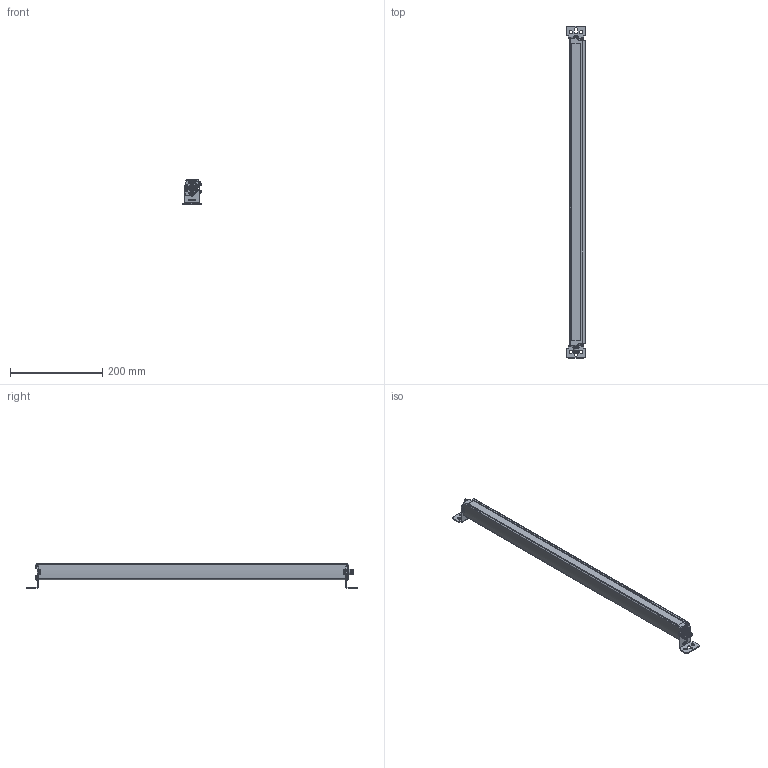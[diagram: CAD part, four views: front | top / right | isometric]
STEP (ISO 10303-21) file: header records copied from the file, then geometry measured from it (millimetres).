
FILE_DESCRIPTION((''),'2;1');
FILE_NAME('139580_SM01_ASM','2023-04-13T13:23:29',('banengservice'),('BANNER ENGINEERING'),'CREO PARAMETRIC BY PTC INC, 2022414','CREO PARAMETRIC BY PTC INC, 2022414','');
FILE_SCHEMA(('CONFIG_CONTROL_DESIGN'));
Products named in the file (4): 139580_EP01; 137998; 58892; 139580_SM01_ASM
Assembly tree (7 placements, depth 2):
  139580_SM01_ASM
    139580_EP01
    137998  x2
    58892  x4
Bounding box: 41.4 x 720 x 52.49 mm (x, y, z)
Volume: 677825.4 mm3; surface area: 157965 mm2
Topology: 7 solids, 7 shells, 2092 faces, 6363 edges, 4136 vertices
Faces by surface type: plane 1141, cylinder 689, bspline 172, torus 46, sphere 32, cone 12
Entity records: 98168 total; most frequent: CARTESIAN_POINT 57195, ORIENTED_EDGE 9646, DIRECTION 7209, EDGE_CURVE 4823, VERTEX_POINT 3130, VECTOR 2697, LINE 2697, AXIS2_PLACEMENT_3D 2256
